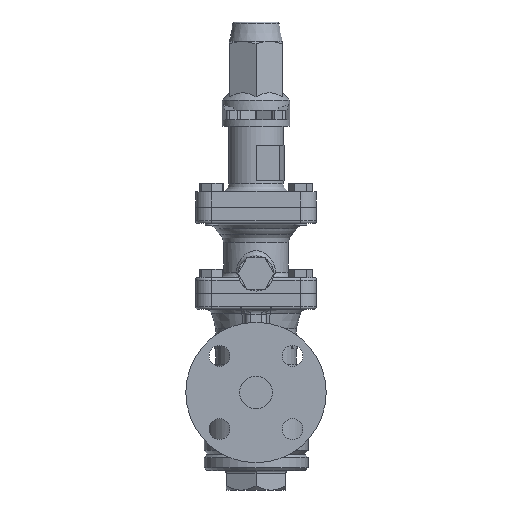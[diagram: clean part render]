
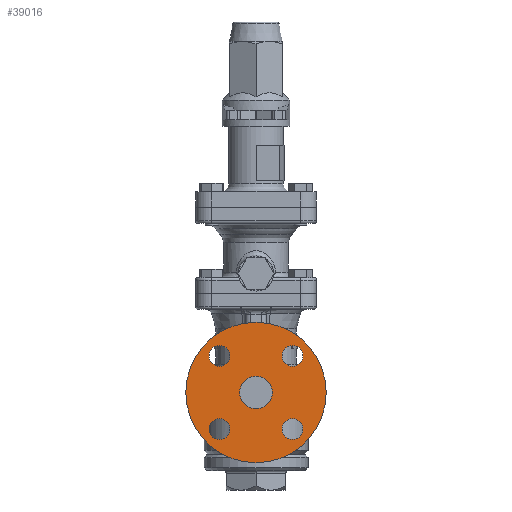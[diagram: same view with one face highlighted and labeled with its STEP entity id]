
A CAD part, left-side view. The second image highlights one B-rep face of the part: STEP entity #39016.
In plain terms, the highlighted planar face has unit normal (-1, 0, 0).
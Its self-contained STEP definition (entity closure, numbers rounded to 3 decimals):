
#23311=CARTESIAN_POINT('',(-88.0,0.,60.0));
#23312=VERTEX_POINT('',#23311);
#23313=CARTESIAN_POINT('',(-88.0,0.0,47.5));
#23314=DIRECTION('',(1.0,0.0,0.0));
#23315=DIRECTION('',(0.0,0.0,-1.0));
#23316=AXIS2_PLACEMENT_3D('',#23313,#23314,#23315);
#23317=CIRCLE('',#23316,12.5);
#23318=EDGE_CURVE('',#23312,#23312,#23317,.T.);
#23732=CARTESIAN_POINT('',(-88.,0.,101.5));
#23733=VERTEX_POINT('',#23732);
#23734=CARTESIAN_POINT('',(-88.0,0.0,47.5));
#23735=DIRECTION('',(1.0,0.0,0.0));
#23736=DIRECTION('',(0.0,0.0,-1.0));
#23737=AXIS2_PLACEMENT_3D('',#23734,#23735,#23736);
#23738=CIRCLE('',#23737,54.0);
#23739=EDGE_CURVE('',#23733,#23733,#23738,.T.);
#23776=CARTESIAN_POINT('',(-88.0,36.107,19.393));
#23777=VERTEX_POINT('',#23776);
#23778=CARTESIAN_POINT('',(-88.0,28.107,19.393));
#23779=DIRECTION('',(1.0,0.0,0.0));
#23780=DIRECTION('',(0.0,1.0,0.0));
#23781=AXIS2_PLACEMENT_3D('',#23778,#23779,#23780);
#23782=CIRCLE('',#23781,8.0);
#23783=EDGE_CURVE('',#23777,#23777,#23782,.T.);
#23817=CARTESIAN_POINT('',(-88.0,-28.107,11.393));
#23818=VERTEX_POINT('',#23817);
#23819=CARTESIAN_POINT('',(-88.0,-28.107,19.393));
#23820=DIRECTION('',(1.0,0.0,0.0));
#23821=DIRECTION('',(0.0,0.0,-1.0));
#23822=AXIS2_PLACEMENT_3D('',#23819,#23820,#23821);
#23823=CIRCLE('',#23822,8.0);
#23824=EDGE_CURVE('',#23818,#23818,#23823,.T.);
#23858=CARTESIAN_POINT('',(-88.0,-36.107,75.607));
#23859=VERTEX_POINT('',#23858);
#23860=CARTESIAN_POINT('',(-88.0,-28.107,75.607));
#23861=DIRECTION('',(1.0,0.0,0.0));
#23862=DIRECTION('',(0.0,-1.0,0.0));
#23863=AXIS2_PLACEMENT_3D('',#23860,#23861,#23862);
#23864=CIRCLE('',#23863,8.0);
#23865=EDGE_CURVE('',#23859,#23859,#23864,.T.);
#23899=CARTESIAN_POINT('',(-88.0,28.107,83.607));
#23900=VERTEX_POINT('',#23899);
#23901=CARTESIAN_POINT('',(-88.0,28.107,75.607));
#23902=DIRECTION('',(1.0,0.0,0.0));
#23903=DIRECTION('',(0.0,0.0,1.0));
#23904=AXIS2_PLACEMENT_3D('',#23901,#23902,#23903);
#23905=CIRCLE('',#23904,8.0);
#23906=EDGE_CURVE('',#23900,#23900,#23905,.T.);
#38993=CARTESIAN_POINT('',(-88.0,0.0,47.5));
#38994=DIRECTION('',(1.0,0.0,0.0));
#38995=DIRECTION('',(0.0,0.0,-1.0));
#38996=AXIS2_PLACEMENT_3D('',#38993,#38994,#38995);
#38997=PLANE('',#38996);
#38998=ORIENTED_EDGE('',*,*,#23739,.F.);
#38999=EDGE_LOOP('',(#38998));
#39000=FACE_OUTER_BOUND('',#38999,.T.);
#39001=ORIENTED_EDGE('',*,*,#23906,.T.);
#39002=EDGE_LOOP('',(#39001));
#39003=FACE_BOUND('',#39002,.T.);
#39004=ORIENTED_EDGE('',*,*,#23783,.T.);
#39005=EDGE_LOOP('',(#39004));
#39006=FACE_BOUND('',#39005,.T.);
#39007=ORIENTED_EDGE('',*,*,#23824,.T.);
#39008=EDGE_LOOP('',(#39007));
#39009=FACE_BOUND('',#39008,.T.);
#39010=ORIENTED_EDGE('',*,*,#23865,.T.);
#39011=EDGE_LOOP('',(#39010));
#39012=FACE_BOUND('',#39011,.T.);
#39013=ORIENTED_EDGE('',*,*,#23318,.T.);
#39014=EDGE_LOOP('',(#39013));
#39015=FACE_BOUND('',#39014,.T.);
#39016=ADVANCED_FACE('',(#39000,#39003,#39006,#39009,#39012,#39015),#38997,.F.);
